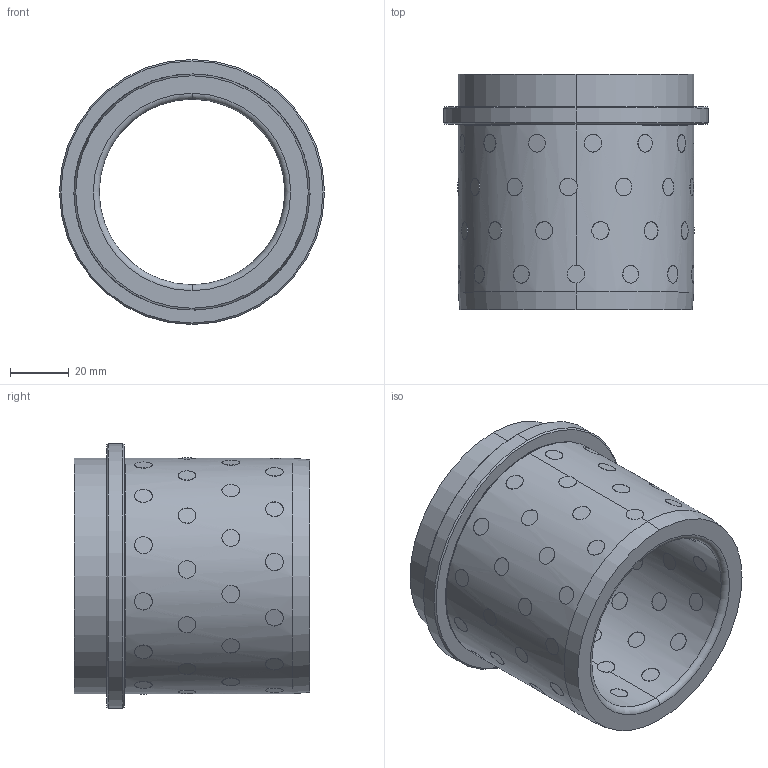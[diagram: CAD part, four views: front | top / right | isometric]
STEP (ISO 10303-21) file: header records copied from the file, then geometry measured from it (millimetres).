
FILE_DESCRIPTION (( 'STEP AP214' ), '1' );
FILE_NAME ('JNM-63.STEP', '2021-10-20T09:01:29', ( '' ), ( '' ), 'SwSTEP 2.0', 'SolidWorks 2016', '' );
FILE_SCHEMA (( 'AUTOMOTIVE_DESIGN' ));
Length unit declared in the file: millimetre
Products named in the file (57): ʯī-L8.5; JNM-63; JNM-D63-L80
Assembly tree (54 placements, depth 2):
  ʯī-L8.5
  ʯī-L8.5
  ʯī-L8.5
  ʯī-L8.5
  ʯī-L8.5
Bounding box: 90 x 80 x 90 mm (x, y, z)
Volume: 158504.6 mm3; surface area: 58378.3 mm2
Topology: 53 solids, 53 shells, 340 faces, 699 edges, 462 vertices
Faces by surface type: cylinder 218, plane 108, cone 8, torus 6
Entity records: 12166 total; most frequent: CARTESIAN_POINT 7510, ORIENTED_EDGE 784, DIRECTION 606, EDGE_CURVE 392, VERTEX_POINT 256, EDGE_LOOP 238, AXIS2_PLACEMENT_3D 238, B_SPLINE_CURVE_WITH_KNOTS 221
